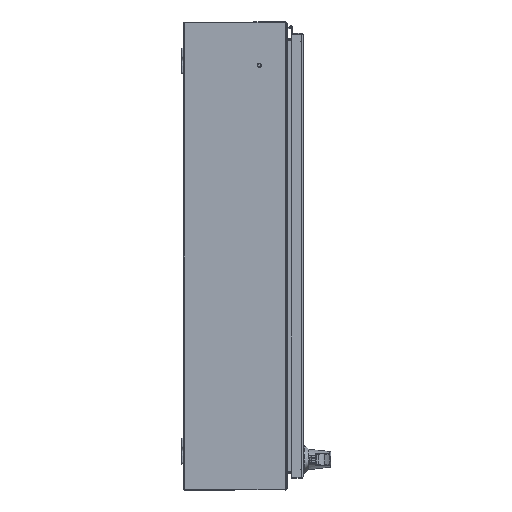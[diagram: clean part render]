
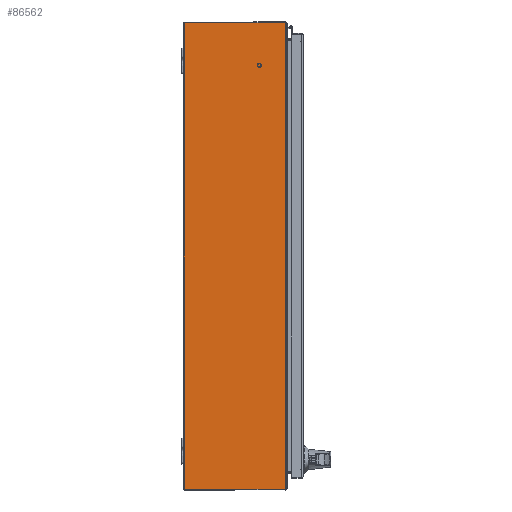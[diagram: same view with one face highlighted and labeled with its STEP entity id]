
A CAD part, front view. The second image highlights one B-rep face of the part: STEP entity #86562.
In plain terms, the highlighted face is planar.
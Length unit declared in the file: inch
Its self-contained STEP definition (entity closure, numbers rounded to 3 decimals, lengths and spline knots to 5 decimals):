
#5658 = DIRECTION ( 'NONE',  ( -1., 0., 0. ) ) ;
#6218 = VERTEX_POINT ( 'NONE', #57653 ) ;
#6345 = CARTESIAN_POINT ( 'NONE',  ( 17.92789, -0.108, -21. ) ) ;
#9835 = LINE ( 'NONE', #60168, #72548 ) ;
#11959 = EDGE_CURVE ( 'NONE', #17175, #6218, #31879, .T. ) ;
#14533 = CARTESIAN_POINT ( 'NONE',  ( -17.92789, 39.37008, -21. ) ) ;
#17175 = VERTEX_POINT ( 'NONE', #6345 ) ;
#23008 = DIRECTION ( 'NONE',  ( 0., 0., 1. ) ) ;
#27060 = ORIENTED_EDGE ( 'NONE', *, *, #11959, .F. ) ;
#29237 = ORIENTED_EDGE ( 'NONE', *, *, #86055, .F. ) ;
#31736 = PLANE ( 'NONE',  #36733 ) ;
#31879 = LINE ( 'NONE', #113435, #57485 ) ;
#33062 = DIRECTION ( 'NONE',  ( 0., -1., 0. ) ) ;
#36733 = AXIS2_PLACEMENT_3D ( 'NONE', #42135, #23008, #86730 ) ;
#40621 = AXIS2_PLACEMENT_3D ( 'NONE', #60989, #51428, #5658 ) ;
#41363 = CARTESIAN_POINT ( 'NONE',  ( -125.406, -7.892, -21. ) ) ;
#41797 = EDGE_CURVE ( 'NONE', #17175, #98585, #9835, .T. ) ;
#42135 = CARTESIAN_POINT ( 'NONE',  ( -125.406, 0., -21. ) ) ;
#44933 = EDGE_LOOP ( 'NONE', ( #73651, #109549, #29237, #45858, #27060, #51242 ) ) ;
#45858 = ORIENTED_EDGE ( 'NONE', *, *, #49216, .F. ) ;
#49216 = EDGE_CURVE ( 'NONE', #6218, #68362, #62797, .T. ) ;
#51242 = ORIENTED_EDGE ( 'NONE', *, *, #41797, .T. ) ;
#51428 = DIRECTION ( 'NONE',  ( 0., 0., 1. ) ) ;
#55675 = CARTESIAN_POINT ( 'NONE',  ( 17.82789, -7.85858, -21. ) ) ;
#57485 = VECTOR ( 'NONE', #57613, 39.37008 ) ;
#57613 = DIRECTION ( 'NONE',  ( -1., 0., 0. ) ) ;
#57653 = CARTESIAN_POINT ( 'NONE',  ( -17.92789, -0.108, -21. ) ) ;
#58832 = VERTEX_POINT ( 'NONE', #62667 ) ;
#60168 = CARTESIAN_POINT ( 'NONE',  ( 17.92789, 39.37008, -21. ) ) ;
#60751 = FACE_OUTER_BOUND ( 'NONE', #44933, .T. ) ;
#60989 = CARTESIAN_POINT ( 'NONE',  ( -17.82789, -7.85858, -21. ) ) ;
#61082 = DIRECTION ( 'NONE',  ( 0., -1., 0. ) ) ;
#62303 = CIRCLE ( 'NONE', #40621, 0.1 ) ;
#62667 = CARTESIAN_POINT ( 'NONE',  ( 17.92214, -7.892, -21. ) ) ;
#62797 = LINE ( 'NONE', #14533, #71391 ) ;
#62861 = VERTEX_POINT ( 'NONE', #117112 ) ;
#64818 = DIRECTION ( 'NONE',  ( 1., 0., 0. ) ) ;
#65180 = AXIS2_PLACEMENT_3D ( 'NONE', #55675, #100732, #64818 ) ;
#66982 = CIRCLE ( 'NONE', #65180, 0.1 ) ;
#68362 = VERTEX_POINT ( 'NONE', #115611 ) ;
#69383 = LINE ( 'NONE', #41363, #99353 ) ;
#71391 = VECTOR ( 'NONE', #61082, 39.37008 ) ;
#72548 = VECTOR ( 'NONE', #33062, 39.37008 ) ;
#73651 = ORIENTED_EDGE ( 'NONE', *, *, #88195, .F. ) ;
#76046 = DIRECTION ( 'NONE',  ( 1., 0., 0. ) ) ;
#85516 = EDGE_CURVE ( 'NONE', #62861, #58832, #69383, .T. ) ;
#86055 = EDGE_CURVE ( 'NONE', #68362, #62861, #62303, .T. ) ;
#86562 = ADVANCED_FACE ( 'NONE', ( #60751 ), #31736, .F. ) ;
#86730 = DIRECTION ( 'NONE',  ( 1., 0., 0. ) ) ;
#88195 = EDGE_CURVE ( 'NONE', #58832, #98585, #66982, .T. ) ;
#93690 = CARTESIAN_POINT ( 'NONE',  ( 17.92789, -7.85858, -21. ) ) ;
#98585 = VERTEX_POINT ( 'NONE', #93690 ) ;
#99353 = VECTOR ( 'NONE', #76046, 39.37008 ) ;
#100732 = DIRECTION ( 'NONE',  ( 0., 0., 1. ) ) ;
#109549 = ORIENTED_EDGE ( 'NONE', *, *, #85516, .F. ) ;
#113435 = CARTESIAN_POINT ( 'NONE',  ( -125.406, -0.108, -21. ) ) ;
#115611 = CARTESIAN_POINT ( 'NONE',  ( -17.92789, -7.85858, -21. ) ) ;
#117112 = CARTESIAN_POINT ( 'NONE',  ( -17.92214, -7.892, -21. ) ) ;
